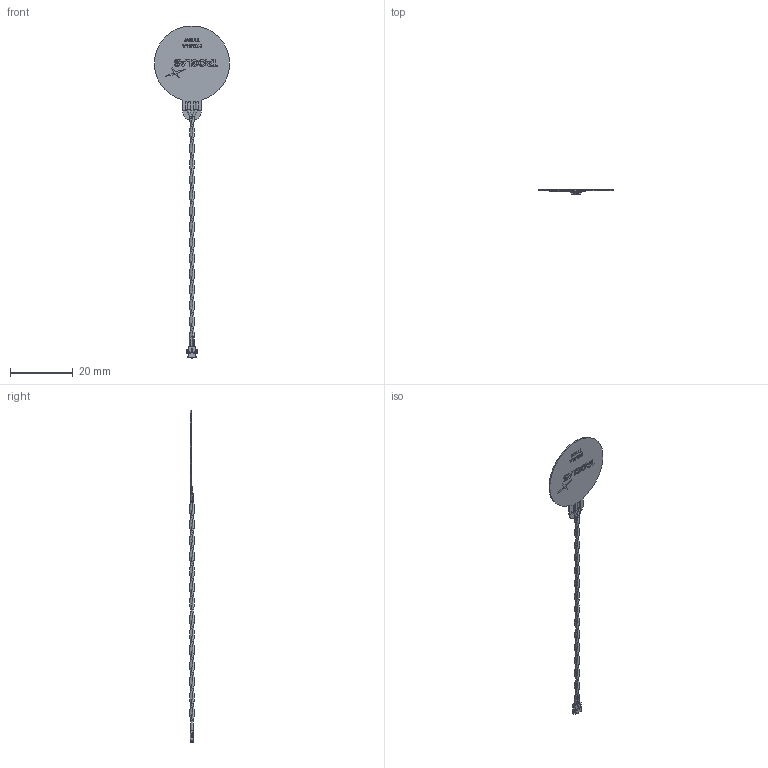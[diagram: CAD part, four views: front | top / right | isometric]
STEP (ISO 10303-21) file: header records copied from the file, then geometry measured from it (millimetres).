
FILE_DESCRIPTION (( 'STEP AP214' ), '1' );
FILE_NAME ('FXC.24.52.0075X.A.dg_Web.STEP', '2024-08-02T01:47:24', ( '' ), ( '' ), 'SwSTEP 2.0', 'SolidWorks 2022', '' );
FILE_SCHEMA (( 'AUTOMOTIVE_DESIGN' ));
Length unit declared in the file: millimetre
Products named in the file (1): FXC.24.52.0075X.A.dg_Web
Bounding box: 23.93 x 1.6 x 105.82 mm (x, y, z)
Surface area: 1401.9 mm2 (no closed solid volume)
Topology: 0 solids, 7 shells, 198 faces, 966 edges, 738 vertices
Faces by surface type: plane 141, bspline 32, cylinder 21, cone 4
Entity records: 19695 total; most frequent: CARTESIAN_POINT 10619, ORIENTED_EDGE 1378, DIRECTION 1114, EDGE_CURVE 958, VERTEX_POINT 738, LINE 648, VECTOR 648, AXIS2_PLACEMENT_3D 233
